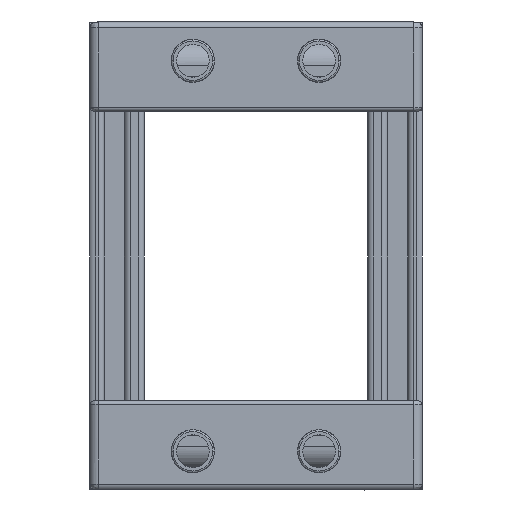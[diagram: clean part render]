
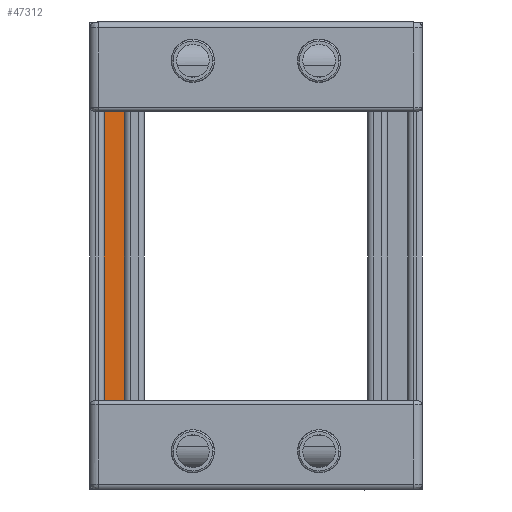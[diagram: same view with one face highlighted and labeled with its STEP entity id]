
A CAD part, left-side view. The second image highlights one B-rep face of the part: STEP entity #47312.
In plain terms, the highlighted planar face has unit normal (-1, 0, 0).
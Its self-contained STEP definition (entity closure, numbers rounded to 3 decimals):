
#4267 = LINE ( 'NONE', #40770, #9755 ) ;
#9755 = VECTOR ( 'NONE', #122864, 1000. ) ;
#9853 = EDGE_CURVE ( 'NONE', #53832, #105111, #4267, .T. ) ;
#11403 = AXIS2_PLACEMENT_3D ( 'NONE', #47546, #75625, #16374 ) ;
#16374 = DIRECTION ( 'NONE',  ( 0., 0., 1. ) ) ;
#18253 = EDGE_CURVE ( 'NONE', #95868, #43477, #62497, .T. ) ;
#21096 = VECTOR ( 'NONE', #48971, 1000. ) ;
#26758 = DIRECTION ( 'NONE',  ( 0., -1., 0. ) ) ;
#26940 = EDGE_CURVE ( 'NONE', #53832, #95868, #136807, .T. ) ;
#35986 = LINE ( 'NONE', #96203, #21096 ) ;
#38184 = CARTESIAN_POINT ( 'NONE',  ( -208.534, 198.383, -4.503 ) ) ;
#40770 = CARTESIAN_POINT ( 'NONE',  ( -208.534, 198.383, 5.497 ) ) ;
#43267 = EDGE_LOOP ( 'NONE', ( #50386, #111955, #119223, #73157 ) ) ;
#43477 = VERTEX_POINT ( 'NONE', #45034 ) ;
#45034 = CARTESIAN_POINT ( 'NONE',  ( -208.534, 194.883, 51.997 ) ) ;
#47312 = ADVANCED_FACE ( 'NONE', ( #72635 ), #134861, .T. ) ;
#47546 = CARTESIAN_POINT ( 'NONE',  ( -208.534, 198.383, 5.497 ) ) ;
#48971 = DIRECTION ( 'NONE',  ( 0., -1., 0. ) ) ;
#50386 = ORIENTED_EDGE ( 'NONE', *, *, #9853, .F. ) ;
#53832 = VERTEX_POINT ( 'NONE', #150337 ) ;
#56712 = EDGE_CURVE ( 'NONE', #105111, #43477, #35986, .T. ) ;
#62497 = LINE ( 'NONE', #76501, #101403 ) ;
#72635 = FACE_OUTER_BOUND ( 'NONE', #43267, .T. ) ;
#73157 = ORIENTED_EDGE ( 'NONE', *, *, #56712, .F. ) ;
#75625 = DIRECTION ( 'NONE',  ( -1., 0., 0. ) ) ;
#76501 = CARTESIAN_POINT ( 'NONE',  ( -208.534, 194.883, 5.497 ) ) ;
#91552 = DIRECTION ( 'NONE',  ( 0., 0., 1. ) ) ;
#95868 = VERTEX_POINT ( 'NONE', #125363 ) ;
#96203 = CARTESIAN_POINT ( 'NONE',  ( -208.534, 198.383, 51.997 ) ) ;
#99104 = CARTESIAN_POINT ( 'NONE',  ( -208.534, 198.383, 51.997 ) ) ;
#101403 = VECTOR ( 'NONE', #91552, 1000. ) ;
#105111 = VERTEX_POINT ( 'NONE', #99104 ) ;
#111955 = ORIENTED_EDGE ( 'NONE', *, *, #26940, .T. ) ;
#119223 = ORIENTED_EDGE ( 'NONE', *, *, #18253, .T. ) ;
#122864 = DIRECTION ( 'NONE',  ( 0., 0., 1. ) ) ;
#125363 = CARTESIAN_POINT ( 'NONE',  ( -208.534, 194.883, -4.503 ) ) ;
#129402 = VECTOR ( 'NONE', #26758, 1000. ) ;
#134861 = PLANE ( 'NONE',  #11403 ) ;
#136807 = LINE ( 'NONE', #38184, #129402 ) ;
#150337 = CARTESIAN_POINT ( 'NONE',  ( -208.534, 198.383, -4.503 ) ) ;
